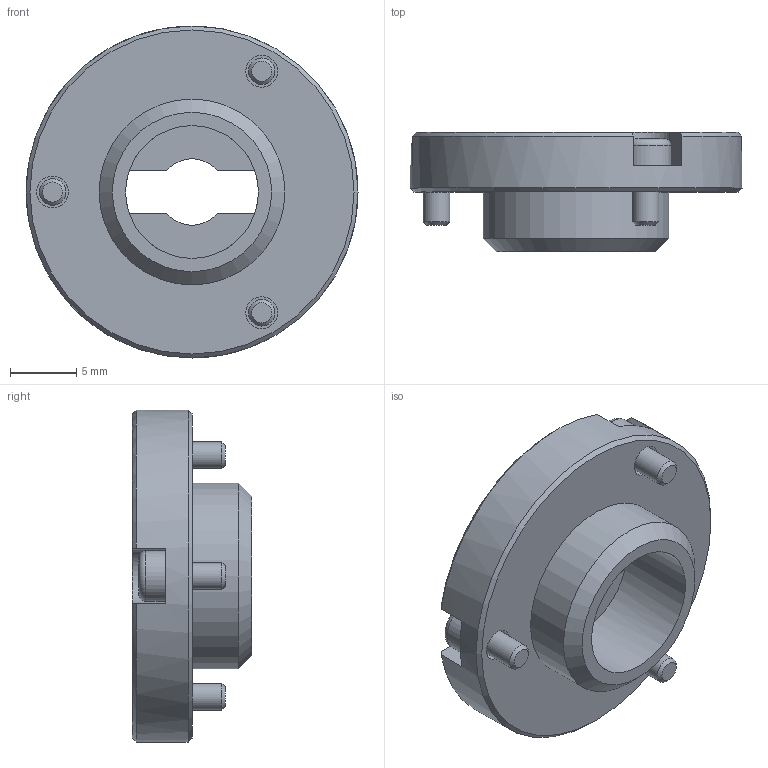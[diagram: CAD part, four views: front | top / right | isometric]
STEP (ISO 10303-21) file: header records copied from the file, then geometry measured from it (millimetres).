
FILE_DESCRIPTION( ( 'STEP AP214' ), '1' );
FILE_NAME( 'K1062.501.stp', '2020-12-10T09:42:17', ( '' ), ( '' ), ' ', 'PARTsolutions', ' ' );
FILE_SCHEMA( ( 'AUTOMOTIVE_DESIGN { 1 0 10303 214 1 1 1 1 }' ) );
Length unit declared in the file: millimetre
Products named in the file (1): _K1062.501
Bounding box: 25 x 9 x 25 mm (x, y, z)
Volume: 2247.9 mm3; surface area: 1928.2 mm2
Topology: 1 solids, 1 shells, 76 faces, 178 edges, 117 vertices
Faces by surface type: plane 48, cylinder 17, cone 8, torus 3
Full cylindrical faces by diameter (mm): 2 x3, 2.4 x3, 3.8 x3, 10 x1, 14 x1, 25 x1
Entity records: 2670 total; most frequent: CARTESIAN_POINT 366, DIRECTION 354, ORIENTED_EDGE 306, EDGE_CURVE 153, AXIS2_PLACEMENT_3D 130, VERTEX_POINT 112, EDGE_LOOP 111, LINE 94
